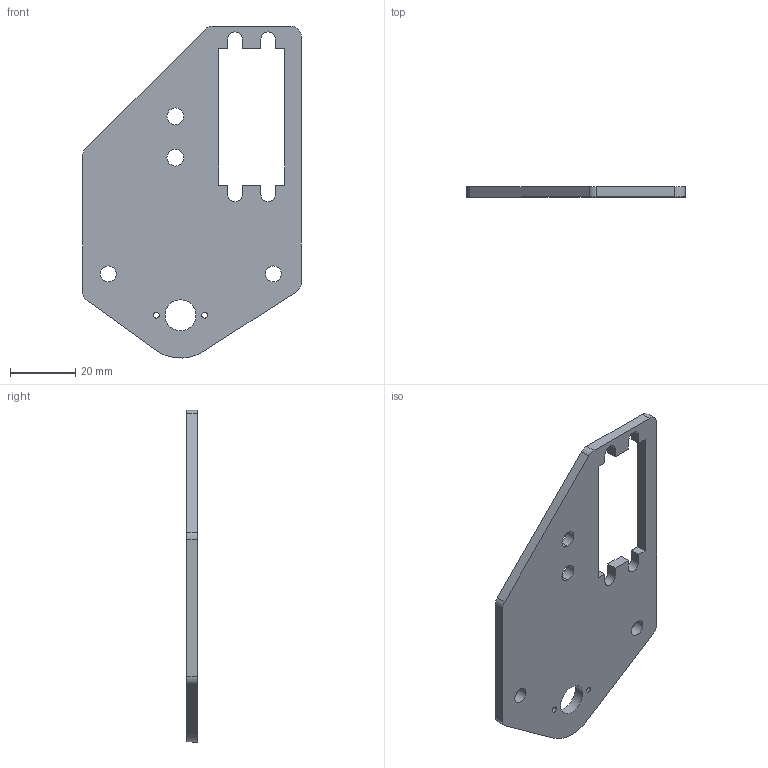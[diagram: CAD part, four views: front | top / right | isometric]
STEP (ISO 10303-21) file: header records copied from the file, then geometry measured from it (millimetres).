
FILE_DESCRIPTION (( 'STEP AP214' ), '1' );
FILE_NAME ('am-2510 Sonic Shifter Servo Bracket.STEP', '2014-02-11T04:15:52', ( '' ), ( '' ), 'SwSTEP 2.0', 'SolidWorks 2010', '' );
FILE_SCHEMA (( 'AUTOMOTIVE_DESIGN' ));
Length unit declared in the file: inch
Products named in the file (1): am-2510 Sonic Shifter Servo Bracket
Bounding box: 67.12 x 3.17 x 102.07 mm (x, y, z)
Volume: 14025.6 mm3; surface area: 10575.1 mm2
Topology: 1 solids, 1 shells, 50 faces, 144 edges, 96 vertices
Faces by surface type: cylinder 26, plane 24
Entity records: 1732 total; most frequent: DIRECTION 298, CARTESIAN_POINT 291, ORIENTED_EDGE 288, EDGE_CURVE 144, AXIS2_PLACEMENT_3D 103, VERTEX_POINT 96, LINE 92, VECTOR 92
